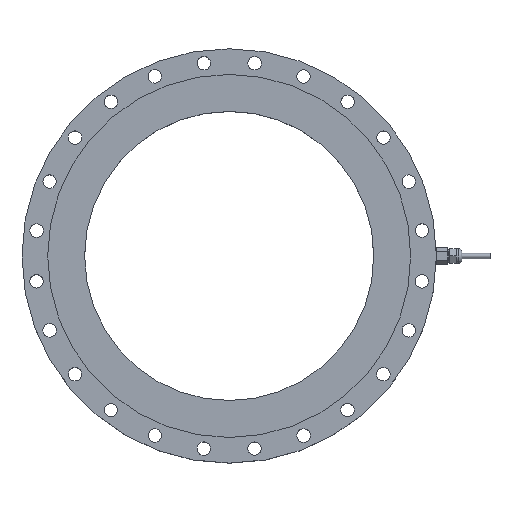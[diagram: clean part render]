
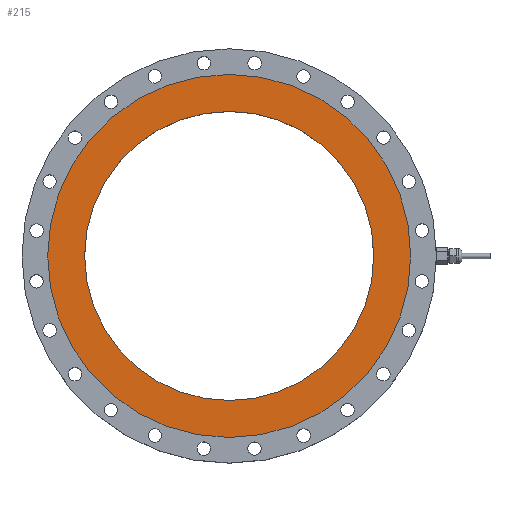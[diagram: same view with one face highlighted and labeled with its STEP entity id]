
A CAD part, top view. The second image highlights one B-rep face of the part: STEP entity #215.
In plain terms, the highlighted planar face has unit normal (0, 0, 1).
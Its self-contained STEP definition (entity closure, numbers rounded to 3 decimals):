
#215 = ADVANCED_FACE( '', ( #531, #532 ), #533, .F. );
#531 = FACE_OUTER_BOUND( '', #1084, .T. );
#532 = FACE_BOUND( '', #1085, .T. );
#533 = PLANE( '', #1086 );
#1084 = EDGE_LOOP( '', ( #1637 ) );
#1085 = EDGE_LOOP( '', ( #1638 ) );
#1086 = AXIS2_PLACEMENT_3D( '', #1639, #1640, #1641 );
#1637 = ORIENTED_EDGE( '', *, *, #2566, .F. );
#1638 = ORIENTED_EDGE( '', *, *, #2567, .T. );
#1639 = CARTESIAN_POINT( '', ( 0., 0., 34. ) );
#1640 = DIRECTION( '', ( 0., 0., -1. ) );
#1641 = DIRECTION( '', ( -1., 0., 0. ) );
#2566 = EDGE_CURVE( '', #2949, #2949, #2950, .T. );
#2567 = EDGE_CURVE( '', #2951, #2951, #2952, .T. );
#2949 = VERTEX_POINT( '', #3485 );
#2950 = CIRCLE( '', #3486, 113. );
#2951 = VERTEX_POINT( '', #3487 );
#2952 = CIRCLE( '', #3488, 90. );
#3485 = CARTESIAN_POINT( '', ( 113., 0., 34. ) );
#3486 = AXIS2_PLACEMENT_3D( '', #4095, #4096, #4097 );
#3487 = CARTESIAN_POINT( '', ( -90., 0., 34. ) );
#3488 = AXIS2_PLACEMENT_3D( '', #4098, #4099, #4100 );
#4095 = CARTESIAN_POINT( '', ( 0., 0., 34. ) );
#4096 = DIRECTION( '', ( 0., 0., -1. ) );
#4097 = DIRECTION( '', ( 1., 0., 0. ) );
#4098 = CARTESIAN_POINT( '', ( 0., 0., 34. ) );
#4099 = DIRECTION( '', ( 0., 0., -1. ) );
#4100 = DIRECTION( '', ( -1., 0., 0. ) );
